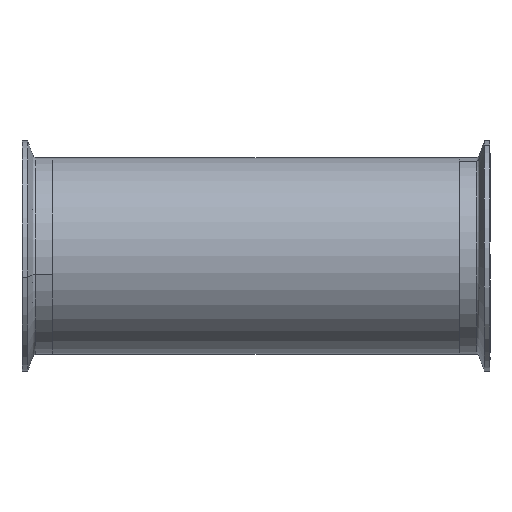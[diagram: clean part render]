
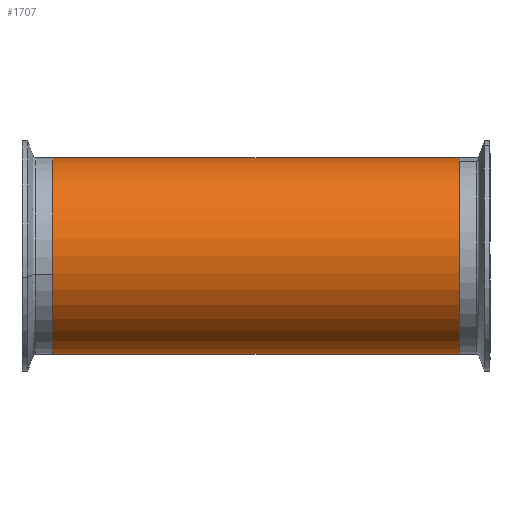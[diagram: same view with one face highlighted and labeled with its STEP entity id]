
A CAD part, front view. The second image highlights one B-rep face of the part: STEP entity #1707.
In plain terms, the highlighted cylindrical face has radius 50.8 mm (diameter 101.6 mm), a partial arc.
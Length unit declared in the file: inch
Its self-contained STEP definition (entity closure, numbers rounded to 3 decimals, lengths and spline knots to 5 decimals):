
#11 = AXIS2_PLACEMENT_3D ( 'NONE', #910, #2674, #1160 ) ;
#85 = EDGE_LOOP ( 'NONE', ( #2985, #129, #2435, #2611 ) ) ;
#99 = CARTESIAN_POINT ( 'NONE',  ( 4.12598, 0., 2. ) ) ;
#129 = ORIENTED_EDGE ( 'NONE', *, *, #201, .F. ) ;
#147 = CYLINDRICAL_SURFACE ( 'NONE', #3045, 2. ) ;
#171 = LINE ( 'NONE', #2145, #2165 ) ;
#201 = EDGE_CURVE ( 'NONE', #1513, #2407, #3187, .T. ) ;
#513 = DIRECTION ( 'NONE',  ( 1., 0., 0. ) ) ;
#514 = DIRECTION ( 'NONE',  ( -1., 0., 0. ) ) ;
#650 = DIRECTION ( 'NONE',  ( -1., 0., 0. ) ) ;
#862 = FACE_OUTER_BOUND ( 'NONE', #85, .T. ) ;
#910 = CARTESIAN_POINT ( 'NONE',  ( 4.12598, 0., 0. ) ) ;
#982 = LINE ( 'NONE', #99, #1498 ) ;
#1160 = DIRECTION ( 'NONE',  ( 0., 0., -1. ) ) ;
#1252 = EDGE_CURVE ( 'NONE', #2407, #2746, #171, .T. ) ;
#1284 = DIRECTION ( 'NONE',  ( 0., 0., 1. ) ) ;
#1498 = VECTOR ( 'NONE', #650, 39.37008 ) ;
#1513 = VERTEX_POINT ( 'NONE', #2391 ) ;
#1653 = AXIS2_PLACEMENT_3D ( 'NONE', #3336, #513, #3080 ) ;
#1707 = ADVANCED_FACE ( 'NONE', ( #862 ), #147, .T. ) ;
#1800 = CARTESIAN_POINT ( 'NONE',  ( 4.12598, 0., -2. ) ) ;
#2058 = CARTESIAN_POINT ( 'NONE',  ( -4.12598, 0., 2. ) ) ;
#2059 = VERTEX_POINT ( 'NONE', #2058 ) ;
#2145 = CARTESIAN_POINT ( 'NONE',  ( 4.12598, 0., -2. ) ) ;
#2165 = VECTOR ( 'NONE', #2625, 39.37008 ) ;
#2391 = CARTESIAN_POINT ( 'NONE',  ( 4.12598, 0., 2. ) ) ;
#2407 = VERTEX_POINT ( 'NONE', #1800 ) ;
#2435 = ORIENTED_EDGE ( 'NONE', *, *, #2758, .T. ) ;
#2611 = ORIENTED_EDGE ( 'NONE', *, *, #3003, .T. ) ;
#2625 = DIRECTION ( 'NONE',  ( -1., 0., 0. ) ) ;
#2674 = DIRECTION ( 'NONE',  ( 1., 0., 0. ) ) ;
#2746 = VERTEX_POINT ( 'NONE', #3183 ) ;
#2758 = EDGE_CURVE ( 'NONE', #1513, #2059, #982, .T. ) ;
#2843 = CIRCLE ( 'NONE', #1653, 2. ) ;
#2985 = ORIENTED_EDGE ( 'NONE', *, *, #1252, .F. ) ;
#3003 = EDGE_CURVE ( 'NONE', #2059, #2746, #2843, .T. ) ;
#3045 = AXIS2_PLACEMENT_3D ( 'NONE', #3311, #514, #1284 ) ;
#3080 = DIRECTION ( 'NONE',  ( 0., 0., -1. ) ) ;
#3183 = CARTESIAN_POINT ( 'NONE',  ( -4.12598, 0., -2. ) ) ;
#3187 = CIRCLE ( 'NONE', #11, 2. ) ;
#3311 = CARTESIAN_POINT ( 'NONE',  ( 4.12598, 0., 0. ) ) ;
#3336 = CARTESIAN_POINT ( 'NONE',  ( -4.12598, 0., 0. ) ) ;
